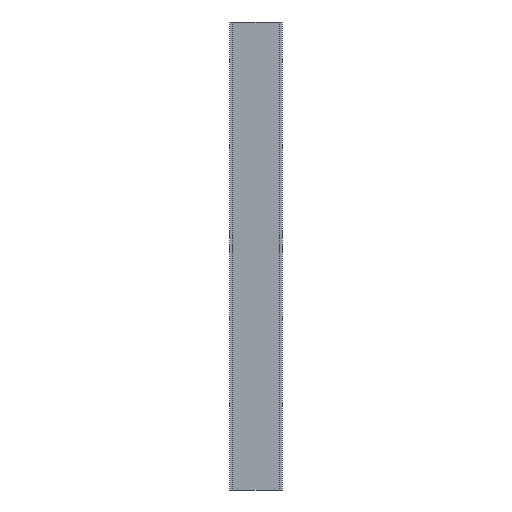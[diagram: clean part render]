
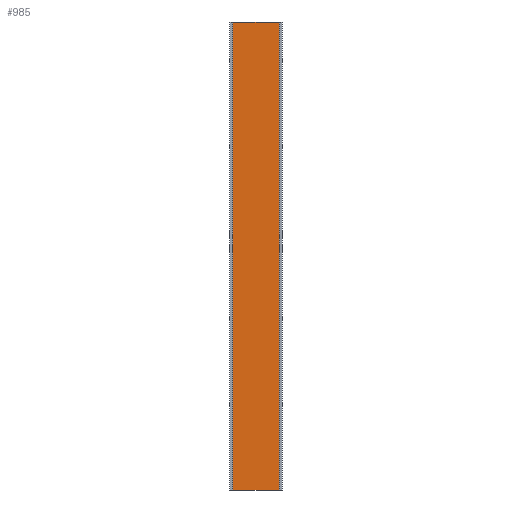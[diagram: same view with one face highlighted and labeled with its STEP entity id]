
A CAD part, front view. The second image highlights one B-rep face of the part: STEP entity #985.
In plain terms, the highlighted planar face has unit normal (0, -1, 0).
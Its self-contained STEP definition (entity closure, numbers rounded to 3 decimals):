
#50 = CARTESIAN_POINT ( 'NONE',  ( 0., 15., -500. ) ) ;
#123 = LINE ( 'NONE', #50, #1009 ) ;
#201 = CARTESIAN_POINT ( 'NONE',  ( 0., 15., 0. ) ) ;
#266 = VERTEX_POINT ( 'NONE', #511 ) ;
#278 = ORIENTED_EDGE ( 'NONE', *, *, #611, .T. ) ;
#293 = VECTOR ( 'NONE', #539, 1000. ) ;
#353 = FACE_OUTER_BOUND ( 'NONE', #1004, .T. ) ;
#373 = DIRECTION ( 'NONE',  ( 1., 0., 0. ) ) ;
#377 = VERTEX_POINT ( 'NONE', #599 ) ;
#416 = VECTOR ( 'NONE', #373, 1000. ) ;
#481 = DIRECTION ( 'NONE',  ( 0., 0., 1. ) ) ;
#511 = CARTESIAN_POINT ( 'NONE',  ( 50., 15., -500. ) ) ;
#532 = VERTEX_POINT ( 'NONE', #543 ) ;
#539 = DIRECTION ( 'NONE',  ( 0., 0., 1. ) ) ;
#543 = CARTESIAN_POINT ( 'NONE',  ( 0., 15., -500. ) ) ;
#599 = CARTESIAN_POINT ( 'NONE',  ( 50., 15., 0. ) ) ;
#603 = LINE ( 'NONE', #1044, #293 ) ;
#611 = EDGE_CURVE ( 'NONE', #266, #377, #603, .T. ) ;
#613 = CARTESIAN_POINT ( 'NONE',  ( 0., 15., -500. ) ) ;
#629 = EDGE_CURVE ( 'NONE', #532, #266, #893, .T. ) ;
#675 = PLANE ( 'NONE',  #1001 ) ;
#696 = ORIENTED_EDGE ( 'NONE', *, *, #629, .T. ) ;
#706 = DIRECTION ( 'NONE',  ( 1., 0., 0. ) ) ;
#741 = ORIENTED_EDGE ( 'NONE', *, *, #1105, .F. ) ;
#747 = CARTESIAN_POINT ( 'NONE',  ( 0., 15., 0. ) ) ;
#791 = EDGE_CURVE ( 'NONE', #532, #884, #123, .T. ) ;
#836 = VECTOR ( 'NONE', #706, 1000. ) ;
#884 = VERTEX_POINT ( 'NONE', #747 ) ;
#893 = LINE ( 'NONE', #613, #416 ) ;
#906 = LINE ( 'NONE', #201, #836 ) ;
#929 = DIRECTION ( 'NONE',  ( 0., -1., 0. ) ) ;
#958 = ORIENTED_EDGE ( 'NONE', *, *, #791, .F. ) ;
#985 = ADVANCED_FACE ( 'NONE', ( #353 ), #675, .T. ) ;
#1001 = AXIS2_PLACEMENT_3D ( 'NONE', #1014, #929, #1020 ) ;
#1004 = EDGE_LOOP ( 'NONE', ( #741, #958, #696, #278 ) ) ;
#1009 = VECTOR ( 'NONE', #481, 1000. ) ;
#1014 = CARTESIAN_POINT ( 'NONE',  ( 0., 15., -500. ) ) ;
#1020 = DIRECTION ( 'NONE',  ( 0., 0., -1. ) ) ;
#1044 = CARTESIAN_POINT ( 'NONE',  ( 50., 15., -500. ) ) ;
#1105 = EDGE_CURVE ( 'NONE', #884, #377, #906, .T. ) ;
